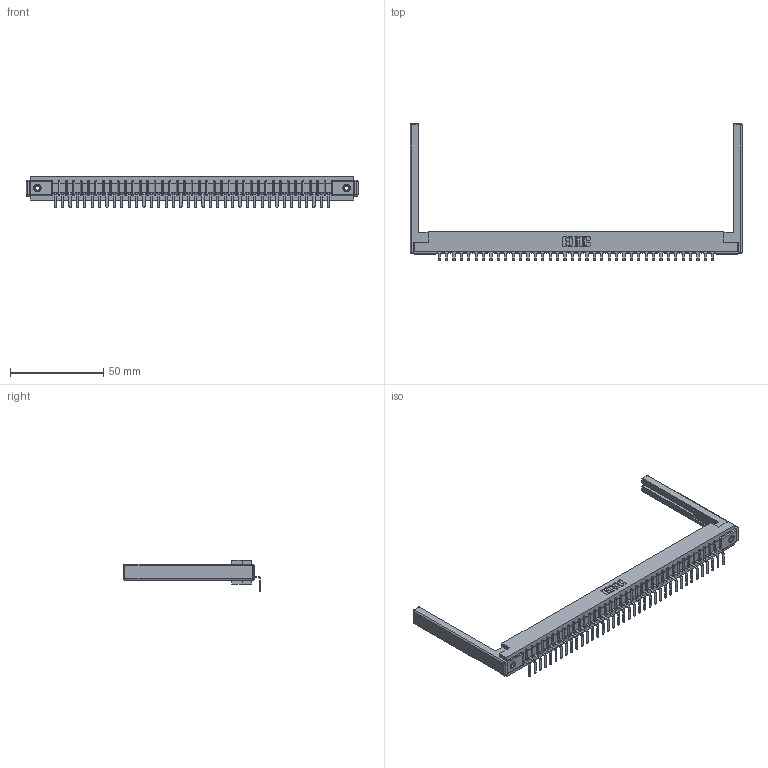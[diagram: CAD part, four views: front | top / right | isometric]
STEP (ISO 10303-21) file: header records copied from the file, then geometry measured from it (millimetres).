
FILE_DESCRIPTION (( 'STEP AP203' ), '1' );
FILE_NAME ('307-038-559-168.STEP', '2019-09-05T17:05:10', ( '' ), ( '' ), 'SwSTEP 2.0', 'SolidWorks 2016', '' );
FILE_SCHEMA (( 'CONFIG_CONTROL_DESIGN' ));
Length unit declared in the file: inch
Products named in the file (5): 307-290-001_558 559 - 1 (Single); 307 Part_.156 Dia Mounting Holes; 307-038-559-168; 345-250-001_345-250-001-102; 307-220-068
Assembly tree (43 placements, depth 2):
  307-038-559-168
    307 Part_.156 Dia Mounting Holes
    307-290-001_558 559 - 1 (Single)  x38
    307-220-068  x2
    345-250-001_345-250-001-102  x2
Bounding box: 178 x 73.42 x 16.8 mm (x, y, z)
Volume: 22894.3 mm3; surface area: 23892.5 mm2
Topology: 43 solids, 43 shells, 2591 faces, 7325 edges, 4706 vertices
Faces by surface type: plane 1640, cylinder 849, sphere 86, cone 12, torus 4
Entity records: 35933 total; most frequent: CARTESIAN_POINT 6017, ORIENTED_EDGE 5992, DIRECTION 5872, EDGE_CURVE 2996, LINE 2294, VECTOR 2294, VERTEX_POINT 1934, AXIS2_PLACEMENT_3D 1789
